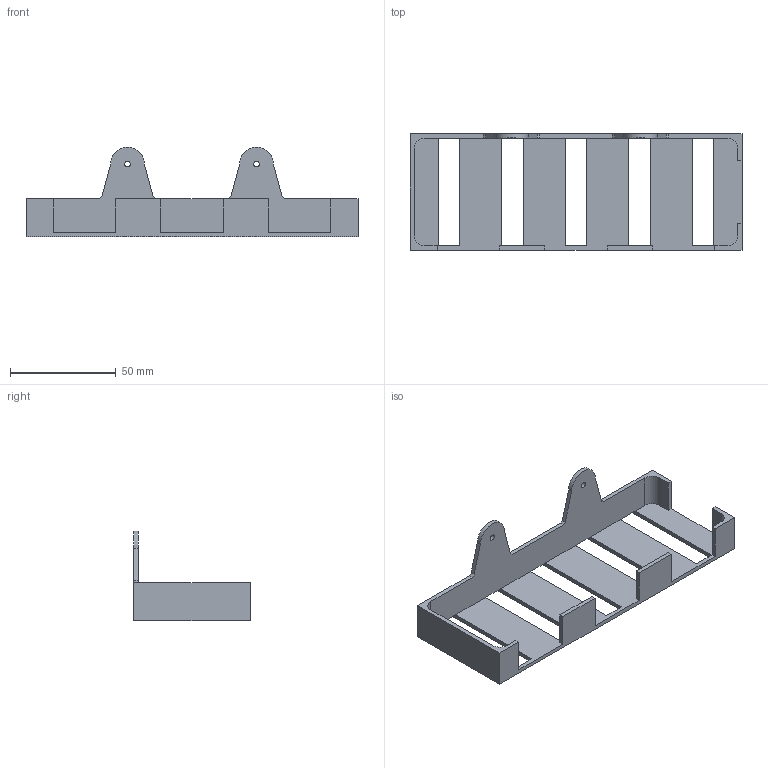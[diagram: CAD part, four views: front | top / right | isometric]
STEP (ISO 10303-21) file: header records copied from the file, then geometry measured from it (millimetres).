
FILE_DESCRIPTION(/* description */ ('STEP AP242','CAx-IF Rec.Pracs.---Representation and Presentation of Product Manufacturing Information (PMI)---4.0---2014-10-13','CAx-IF Rec.Pracs.---3D Tessellated Geometry---0.4---2014-09-14','2;1'),/* implementation_level */ '2;1');
FILE_NAME(/* name */ '6754dc05aebe490a25a3fe69',/* time_stamp */ '2024-12-07T23:36:38Z',/* author */ (''),/* organization */ (''),/* preprocessor_version */ 'ST-DEVELOPER v20',/* originating_system */ 'ONSHAPE BY PTC INC, 1.190',/* authorisation */ ' ');
FILE_SCHEMA (('AP242_MANAGED_MODEL_BASED_3D_ENGINEERING_MIM_LF { 1 0 10303 442 1 1 4 }'));
Length unit declared in the file: metre
Products named in the file (1): Part 1
Bounding box: 157 x 55 x 42.42 mm (x, y, z)
Volume: 23585.2 mm3; surface area: 25636.4 mm2
Topology: 1 solids, 1 shells, 64 faces, 208 edges, 136 vertices
Faces by surface type: plane 56, cylinder 8
Full cylindrical faces by diameter (mm): 2.7 x2
Entity records: 2266 total; most frequent: ORIENTED_EDGE 408, CARTESIAN_POINT 403, DIRECTION 350, EDGE_CURVE 204, LINE 188, VECTOR 188, VERTEX_POINT 134, AXIS2_PLACEMENT_3D 81
